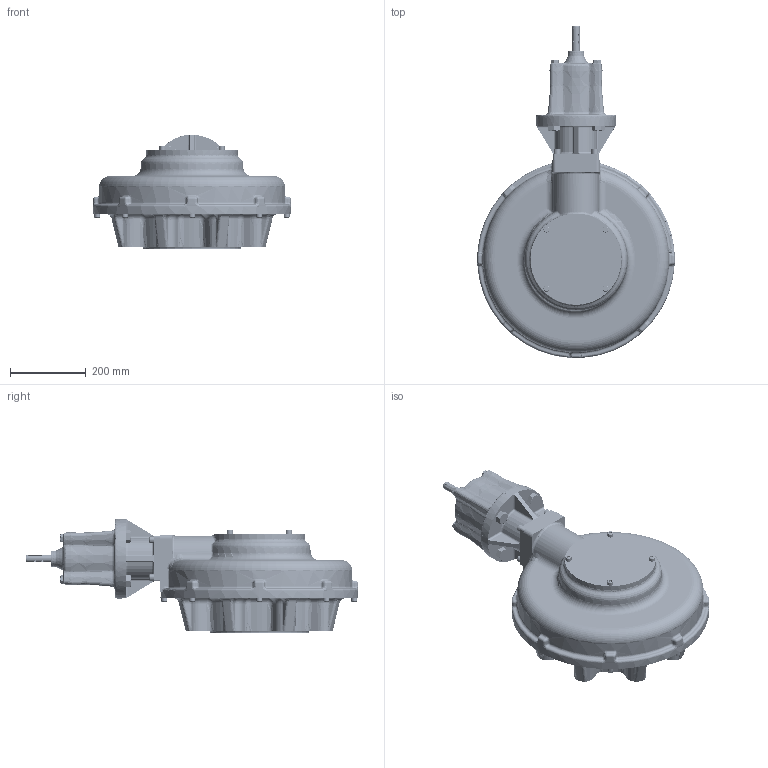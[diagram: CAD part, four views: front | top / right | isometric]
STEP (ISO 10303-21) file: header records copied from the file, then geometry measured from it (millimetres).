
FILE_DESCRIPTION(/* description */ ('Unknown'),/* implementation_level */ '2;1');
FILE_NAME(/* name */ 'PUB-HOB13MPR19-153.6-MAN-F35_SOLID_A-1',/* time_stamp */ '2019-10-22T12:46:23+01:00',/* author */ ('Unknown'),/* organization */ ('Unknown'),/* preprocessor_version */ 'ST-DEVELOPER v16.7',/* originating_system */ 'DEX',/* authorisation */ $);
FILE_SCHEMA (('AUTOMOTIVE_DESIGN {1 0 10303 214 3 1 1}'));
Products named in the file (1): PUB-HOB13MPR19-153.6-MAN-F35_SOLID_A-1
Bounding box: 520 x 873.98 x 301.23 mm (x, y, z)
Volume: 28064513.1 mm3; surface area: 2804142.5 mm2
Topology: 4 solids, 4 shells, 8787 faces, 25238 edges, 15819 vertices
Faces by surface type: plane 4030, cylinder 3012, bspline 651, cone 567, torus 425, sphere 102
Full cylindrical faces by diameter (mm): 2.5 x2, 3.18 x1, 5 x142, 6 x2, 15 x3, 16 x12, 17 x3, 18 x4, 20 x4, 22.098 x1, 23 x2, 26 x10, 26.5 x8, 30 x2, 36 x1, 42 x1, 50 x1, 57.15 x1, 60 x1, 62.5 x4, 78.1 x4, 90 x3, 94 x1, 100 x1, 102 x1, 105 x1, 125 x1, 128 x1, 155 x1, 159.64 x2
Entity records: 310644 total; most frequent: CARTESIAN_POINT 86504, ORIENTED_EDGE 48694, DIRECTION 46056, EDGE_CURVE 24347, AXIS2_PLACEMENT_3D 18153, VERTEX_POINT 15589, FACE_BOUND 9956, EDGE_LOOP 9945
